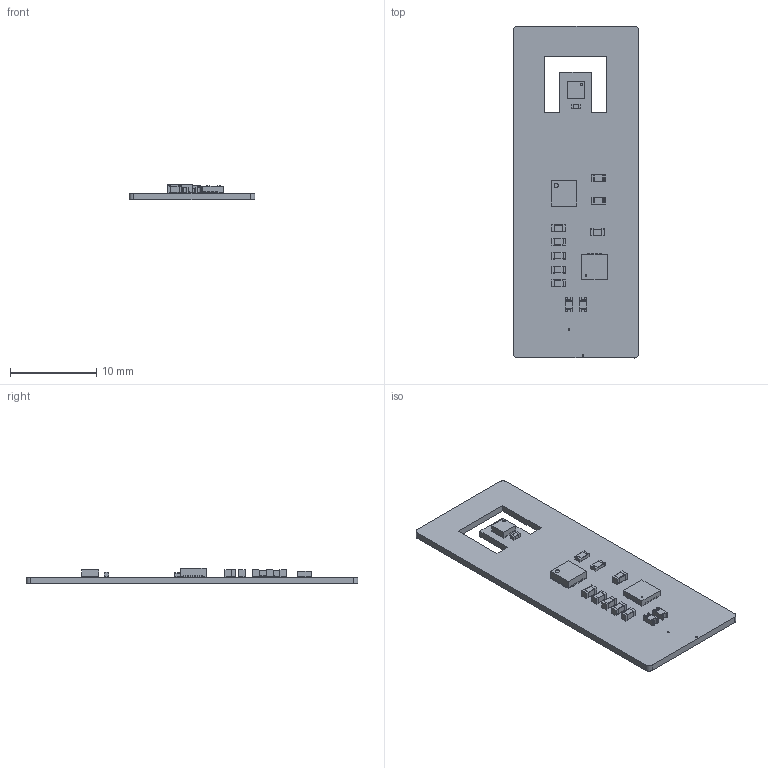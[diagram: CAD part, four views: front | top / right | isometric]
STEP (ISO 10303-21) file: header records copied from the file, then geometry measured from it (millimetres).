
FILE_DESCRIPTION(('KiCad electronic assembly'),'2;1');
FILE_NAME('nfc_sense.step','2025-04-15T23:57:34',('Pcbnew'),('Kicad'), 'Open CASCADE STEP processor 7.8','KiCad to STEP converter','Unknown' );
FILE_SCHEMA(('AUTOMOTIVE_DESIGN { 1 0 10303 214 1 1 1 1 }'));
Length unit declared in the file: millimetre
Products named in the file (16): nfc_sense 1; C_0603_1608Metric; QFN-16-1EP_3x3mm_P0.5mm_EP1.7x1.7mm; WSON-6-1EP_2x2mm_P0.65mm_EP1x1.6mm; WSON_6_1EP_2x2mm_P065mm_EP1x16mm; QFN-24_3x3mm_P0.4mm; QFN-24_3x3mm_Pitch0.4mm; D_0603_1608Metric; D_0603; R_0603_1608Metric; C_0402_1005Metric; victorinox_sense_PCB
Assembly tree (22 placements, depth 3):
  nfc_sense 1
    C_0603_1608Metric  x6
      C_0603_1608Metric
    QFN-16-1EP_3x3mm_P0.5mm_EP1.7x1.7mm
      QFN-16-1EP_3x3mm_P0.5mm_EP1.7x1.7mm
    WSON-6-1EP_2x2mm_P0.65mm_EP1x1.6mm
      WSON_6_1EP_2x2mm_P065mm_EP1x16mm
    QFN-24_3x3mm_P0.4mm
      QFN-24_3x3mm_Pitch0.4mm
    D_0603_1608Metric  x2
      D_0603
    R_0603_1608Metric  x2
      R_0603_1608Metric
    C_0402_1005Metric
      C_0402_1005Metric
    victorinox_sense_PCB
Bounding box: 14.6 x 38.6 x 1.86 mm (x, y, z)
Volume: 446.6 mm3; surface area: 1313.7 mm2
Topology: 15 solids, 15 shells, 659 faces, 1816 edges, 1208 vertices
Faces by surface type: plane 498, cylinder 161
Full cylindrical faces by diameter (mm): 0.2 x3, 0.25 x1, 0.5 x1
Entity records: 17977 total; most frequent: CARTESIAN_POINT 2713, ORIENTED_EDGE 2560, DIRECTION 2376, EDGE_CURVE 1280, LINE 1122, VECTOR 1122, VERTEX_POINT 852, AXIS2_PLACEMENT_3D 627
